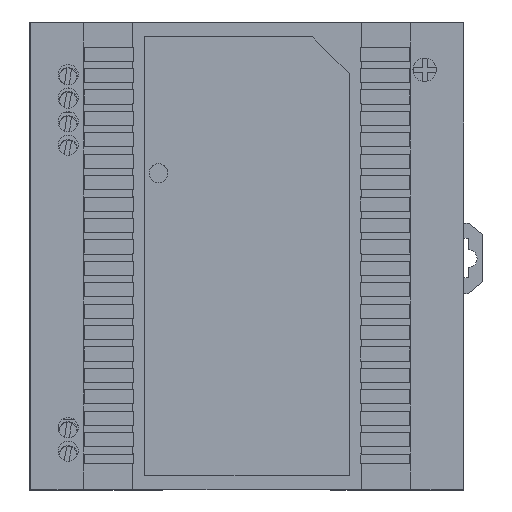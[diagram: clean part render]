
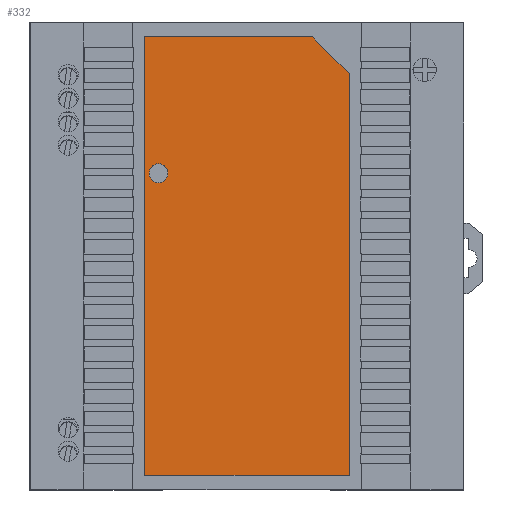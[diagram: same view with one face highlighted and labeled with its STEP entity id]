
A CAD part, top view. The second image highlights one B-rep face of the part: STEP entity #332.
In plain terms, the highlighted face is planar.
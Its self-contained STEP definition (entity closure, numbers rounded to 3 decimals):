
#332 = ADVANCED_FACE ( 'NONE', ( #15361, #25262 ), #28779, .T. ) ;
#592 = VECTOR ( 'NONE', #45438, 1000. ) ;
#1064 = CARTESIAN_POINT ( 'NONE',  ( -21.55, 41.751, 96. ) ) ;
#1753 = ORIENTED_EDGE ( 'NONE', *, *, #58334, .T. ) ;
#3466 = VERTEX_POINT ( 'NONE', #60985 ) ;
#4067 = AXIS2_PLACEMENT_3D ( 'NONE', #6973, #32520, #52647 ) ;
#4449 = DIRECTION ( 'NONE',  ( 0., 1., 0. ) ) ;
#5084 = AXIS2_PLACEMENT_3D ( 'NONE', #22374, #27492, #56972 ) ;
#5559 = DIRECTION ( 'NONE',  ( 0., 0., 1. ) ) ;
#6425 = VERTEX_POINT ( 'NONE', #29297 ) ;
#6805 = CIRCLE ( 'NONE', #21102, 2. ) ;
#6882 = VERTEX_POINT ( 'NONE', #32700 ) ;
#6973 = CARTESIAN_POINT ( 'NONE',  ( 21.55, 41.751, 96. ) ) ;
#7239 = DIRECTION ( 'NONE',  ( 0., 0., 1. ) ) ;
#7714 = CARTESIAN_POINT ( 'NONE',  ( 13.767, 41.751, 3. ) ) ;
#7724 = ORIENTED_EDGE ( 'NONE', *, *, #14911, .T. ) ;
#8237 = DIRECTION ( 'NONE',  ( 1., 0., 0. ) ) ;
#8679 = DIRECTION ( 'NONE',  ( 0., 0., -1. ) ) ;
#9456 = CARTESIAN_POINT ( 'NONE',  ( -21.55, 41.751, 3. ) ) ;
#9628 = CARTESIAN_POINT ( 'NONE',  ( 21.75, 41.751, 96. ) ) ;
#9649 = ORIENTED_EDGE ( 'NONE', *, *, #26170, .T. ) ;
#10714 = DIRECTION ( 'NONE',  ( 0., 1., 0. ) ) ;
#11143 = VECTOR ( 'NONE', #8237, 1000. ) ;
#13417 = CARTESIAN_POINT ( 'NONE',  ( -21.75, 41.751, 96. ) ) ;
#13479 = CIRCLE ( 'NONE', #25716, 0.2 ) ;
#14013 = EDGE_CURVE ( 'NONE', #3466, #42642, #51212, .T. ) ;
#14090 = ORIENTED_EDGE ( 'NONE', *, *, #14013, .T. ) ;
#14911 = EDGE_CURVE ( 'NONE', #6425, #57756, #44745, .T. ) ;
#15361 = FACE_OUTER_BOUND ( 'NONE', #17221, .T. ) ;
#15956 = VERTEX_POINT ( 'NONE', #9628 ) ;
#16287 = ORIENTED_EDGE ( 'NONE', *, *, #32334, .T. ) ;
#16312 = CARTESIAN_POINT ( 'NONE',  ( -18.8, 41.751, 32. ) ) ;
#17148 = DIRECTION ( 'NONE',  ( -0.707, 0., -0.707 ) ) ;
#17221 = EDGE_LOOP ( 'NONE', ( #14090, #60733, #1753, #55830, #43114, #7724, #57498, #16287, #19991, #25176 ) ) ;
#18253 = VECTOR ( 'NONE', #8679, 1000. ) ;
#19991 = ORIENTED_EDGE ( 'NONE', *, *, #56444, .T. ) ;
#20524 = EDGE_CURVE ( 'NONE', #57756, #48006, #26114, .T. ) ;
#21090 = LINE ( 'NONE', #36482, #24965 ) ;
#21102 = AXIS2_PLACEMENT_3D ( 'NONE', #16312, #26525, #35551 ) ;
#21563 = DIRECTION ( 'NONE',  ( 0., 0., 1. ) ) ;
#21882 = DIRECTION ( 'NONE',  ( 0., 1., 0. ) ) ;
#22374 = CARTESIAN_POINT ( 'NONE',  ( -18.8, 41.751, 32. ) ) ;
#23429 = CARTESIAN_POINT ( 'NONE',  ( -21.55, 41.751, 3.2 ) ) ;
#23964 = DIRECTION ( 'NONE',  ( 1., 0., 0. ) ) ;
#24965 = VECTOR ( 'NONE', #46340, 1000. ) ;
#25176 = ORIENTED_EDGE ( 'NONE', *, *, #33563, .T. ) ;
#25262 = FACE_BOUND ( 'NONE', #51818, .T. ) ;
#25716 = AXIS2_PLACEMENT_3D ( 'NONE', #23429, #55590, #7239 ) ;
#25802 = AXIS2_PLACEMENT_3D ( 'NONE', #48313, #4449, #23964 ) ;
#26114 = LINE ( 'NONE', #60389, #43794 ) ;
#26170 = EDGE_CURVE ( 'NONE', #46300, #35710, #52115, .T. ) ;
#26183 = DIRECTION ( 'NONE',  ( 0., 0., 1. ) ) ;
#26306 = AXIS2_PLACEMENT_3D ( 'NONE', #27299, #21882, #21563 ) ;
#26488 = EDGE_CURVE ( 'NONE', #38916, #15956, #38899, .T. ) ;
#26525 = DIRECTION ( 'NONE',  ( 0., -1., 0. ) ) ;
#27299 = CARTESIAN_POINT ( 'NONE',  ( 21.55, 41.751, 10.983 ) ) ;
#27492 = DIRECTION ( 'NONE',  ( 0., -1., 0. ) ) ;
#28536 = CIRCLE ( 'NONE', #41874, 0.2 ) ;
#28779 = PLANE ( 'NONE',  #25802 ) ;
#29297 = CARTESIAN_POINT ( 'NONE',  ( 21.75, 41.751, 10.983 ) ) ;
#29577 = CARTESIAN_POINT ( 'NONE',  ( 13.909, 41.751, 3.059 ) ) ;
#30413 = CARTESIAN_POINT ( 'NONE',  ( -21.75, 41.751, 3. ) ) ;
#31057 = EDGE_CURVE ( 'NONE', #15956, #6425, #42650, .T. ) ;
#32334 = EDGE_CURVE ( 'NONE', #48006, #43286, #28536, .T. ) ;
#32520 = DIRECTION ( 'NONE',  ( 0., 1., 0. ) ) ;
#32554 = EDGE_CURVE ( 'NONE', #42642, #6882, #63398, .T. ) ;
#32562 = CARTESIAN_POINT ( 'NONE',  ( -16.8, 41.751, 32. ) ) ;
#32700 = CARTESIAN_POINT ( 'NONE',  ( -21.55, 41.751, 96.2 ) ) ;
#33563 = EDGE_CURVE ( 'NONE', #34663, #3466, #13479, .T. ) ;
#34663 = VERTEX_POINT ( 'NONE', #9456 ) ;
#35551 = DIRECTION ( 'NONE',  ( 0., 0., 1. ) ) ;
#35710 = VERTEX_POINT ( 'NONE', #32562 ) ;
#36482 = CARTESIAN_POINT ( 'NONE',  ( -21.75, 41.751, 3. ) ) ;
#38899 = CIRCLE ( 'NONE', #4067, 0.2 ) ;
#38916 = VERTEX_POINT ( 'NONE', #47260 ) ;
#40631 = CARTESIAN_POINT ( 'NONE',  ( 13.767, 41.751, 3.2 ) ) ;
#41874 = AXIS2_PLACEMENT_3D ( 'NONE', #40631, #60152, #26183 ) ;
#42516 = EDGE_CURVE ( 'NONE', #35710, #46300, #6805, .T. ) ;
#42642 = VERTEX_POINT ( 'NONE', #13417 ) ;
#42650 = LINE ( 'NONE', #53504, #18253 ) ;
#43114 = ORIENTED_EDGE ( 'NONE', *, *, #31057, .T. ) ;
#43286 = VERTEX_POINT ( 'NONE', #7714 ) ;
#43794 = VECTOR ( 'NONE', #17148, 1000. ) ;
#44008 = CARTESIAN_POINT ( 'NONE',  ( 21.691, 41.751, 10.841 ) ) ;
#44745 = CIRCLE ( 'NONE', #26306, 0.2 ) ;
#44989 = CARTESIAN_POINT ( 'NONE',  ( -20.8, 41.751, 32. ) ) ;
#45438 = DIRECTION ( 'NONE',  ( 0., 0., 1. ) ) ;
#46300 = VERTEX_POINT ( 'NONE', #44989 ) ;
#46340 = DIRECTION ( 'NONE',  ( -1., 0., 0. ) ) ;
#47260 = CARTESIAN_POINT ( 'NONE',  ( 21.55, 41.751, 96.2 ) ) ;
#48006 = VERTEX_POINT ( 'NONE', #29577 ) ;
#48313 = CARTESIAN_POINT ( 'NONE',  ( 0., 41.751, 0. ) ) ;
#51212 = LINE ( 'NONE', #30413, #592 ) ;
#51818 = EDGE_LOOP ( 'NONE', ( #9649, #60454 ) ) ;
#52115 = CIRCLE ( 'NONE', #5084, 2. ) ;
#52647 = DIRECTION ( 'NONE',  ( 0., 0., 1. ) ) ;
#53143 = AXIS2_PLACEMENT_3D ( 'NONE', #1064, #10714, #5559 ) ;
#53504 = CARTESIAN_POINT ( 'NONE',  ( 21.75, 41.751, 10.9 ) ) ;
#55590 = DIRECTION ( 'NONE',  ( 0., 1., 0. ) ) ;
#55830 = ORIENTED_EDGE ( 'NONE', *, *, #26488, .T. ) ;
#56444 = EDGE_CURVE ( 'NONE', #43286, #34663, #21090, .T. ) ;
#56972 = DIRECTION ( 'NONE',  ( 0., 0., 1. ) ) ;
#57498 = ORIENTED_EDGE ( 'NONE', *, *, #20524, .T. ) ;
#57756 = VERTEX_POINT ( 'NONE', #44008 ) ;
#58334 = EDGE_CURVE ( 'NONE', #6882, #38916, #62337, .T. ) ;
#60152 = DIRECTION ( 'NONE',  ( 0., 1., 0. ) ) ;
#60389 = CARTESIAN_POINT ( 'NONE',  ( 13.85, 41.751, 3. ) ) ;
#60454 = ORIENTED_EDGE ( 'NONE', *, *, #42516, .T. ) ;
#60733 = ORIENTED_EDGE ( 'NONE', *, *, #32554, .T. ) ;
#60985 = CARTESIAN_POINT ( 'NONE',  ( -21.75, 41.751, 3.2 ) ) ;
#62009 = CARTESIAN_POINT ( 'NONE',  ( -21.75, 41.751, 96.2 ) ) ;
#62337 = LINE ( 'NONE', #62009, #11143 ) ;
#63398 = CIRCLE ( 'NONE', #53143, 0.2 ) ;
